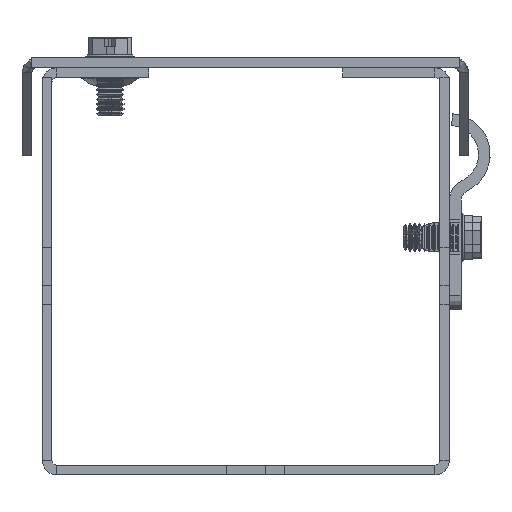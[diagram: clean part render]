
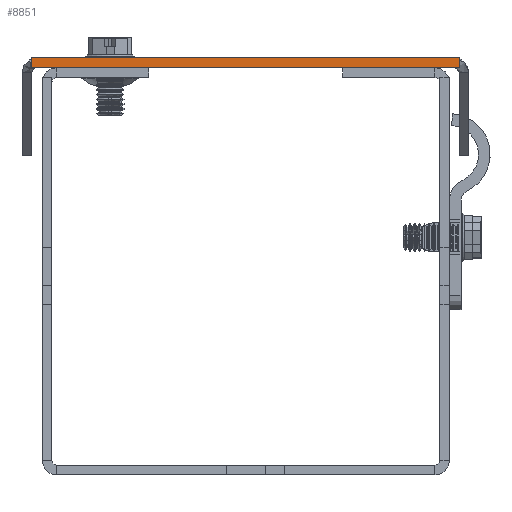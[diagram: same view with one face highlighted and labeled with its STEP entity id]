
A CAD part, left-side view. The second image highlights one B-rep face of the part: STEP entity #8851.
In plain terms, the highlighted face is planar.
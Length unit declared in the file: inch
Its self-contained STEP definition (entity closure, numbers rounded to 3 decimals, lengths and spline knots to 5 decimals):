
#946=LINE('',#14519,#1755);
#955=LINE('',#14537,#1764);
#974=LINE('',#14576,#1783);
#976=LINE('',#14581,#1785);
#1755=VECTOR('',#11388,2.755);
#1764=VECTOR('',#11405,2.755);
#1783=VECTOR('',#11448,0.0625);
#1785=VECTOR('',#11456,0.0625);
#2138=PLANE('',#9491);
#2811=FACE_OUTER_BOUND('',#3449,.T.);
#3449=EDGE_LOOP('',(#7659,#7660,#7661,#7662));
#4495=VERTEX_POINT('',#14516);
#4496=VERTEX_POINT('',#14518);
#4500=VERTEX_POINT('',#14534);
#4501=VERTEX_POINT('',#14536);
#5559=EDGE_CURVE('',#4496,#4495,#946,.T.);
#5568=EDGE_CURVE('',#4501,#4500,#955,.T.);
#5588=EDGE_CURVE('',#4501,#4495,#974,.T.);
#5590=EDGE_CURVE('',#4500,#4496,#976,.T.);
#7659=ORIENTED_EDGE('',*,*,#5559,.T.);
#7660=ORIENTED_EDGE('',*,*,#5588,.F.);
#7661=ORIENTED_EDGE('',*,*,#5568,.T.);
#7662=ORIENTED_EDGE('',*,*,#5590,.T.);
#8851=ADVANCED_FACE('',(#2811),#2138,.T.);
#9491=AXIS2_PLACEMENT_3D('',#14582,#11457,#11458);
#11388=DIRECTION('',(0.,-1.,0.));
#11405=DIRECTION('',(0.,1.,0.));
#11448=DIRECTION('',(0.,0.,1.));
#11456=DIRECTION('',(0.,0.,1.));
#11457=DIRECTION('center_axis',(1.,0.,0.));
#11458=DIRECTION('ref_axis',(0.,0.,-1.));
#14516=CARTESIAN_POINT('',(120.,0.,0.0625));
#14518=CARTESIAN_POINT('',(120.,2.755,0.0625));
#14519=CARTESIAN_POINT('',(120.,0.,0.0625));
#14534=CARTESIAN_POINT('',(120.,2.755,0.));
#14536=CARTESIAN_POINT('',(120.,0.,0.));
#14537=CARTESIAN_POINT('',(120.,0.,0.));
#14576=CARTESIAN_POINT('',(120.,0.,0.));
#14581=CARTESIAN_POINT('',(120.,2.755,0.));
#14582=CARTESIAN_POINT('Origin',(120.,2.755,0.));
